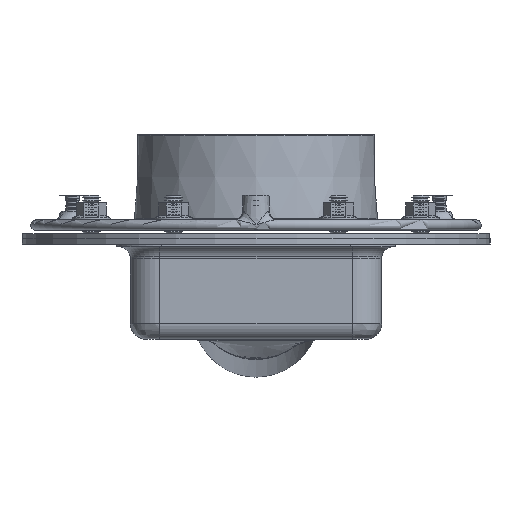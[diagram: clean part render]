
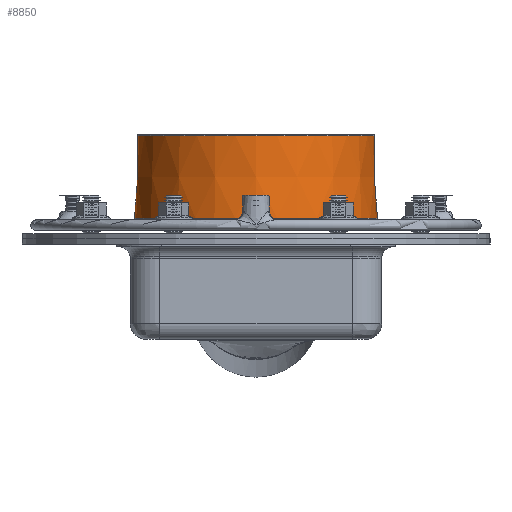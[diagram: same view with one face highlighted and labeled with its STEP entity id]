
A CAD part, left-side view. The second image highlights one B-rep face of the part: STEP entity #8850.
In plain terms, the highlighted conical face has half-angle 2 degrees and reference radius 692.678 mm.
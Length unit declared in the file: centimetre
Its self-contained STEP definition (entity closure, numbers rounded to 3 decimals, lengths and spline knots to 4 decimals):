
#1178=FACE_OUTER_BOUND('',#1829,.T.);
#1829=EDGE_LOOP('',(#7920,#7921,#7922,#7923,#7924,#7925));
#2341=LINE('',#19014,#2831);
#2831=VECTOR('',#12827,69.2678);
#3413=CIRCLE('',#10020,68.4375);
#3416=CIRCLE('',#10023,68.4375);
#3417=CIRCLE('',#10025,70.0981);
#3418=CIRCLE('',#10026,70.0981);
#4162=VERTEX_POINT('',#19002);
#4163=VERTEX_POINT('',#19003);
#4165=VERTEX_POINT('',#19010);
#4166=VERTEX_POINT('',#19011);
#5422=EDGE_CURVE('',#4162,#4163,#3413,.T.);
#5425=EDGE_CURVE('',#4163,#4162,#3416,.T.);
#5426=EDGE_CURVE('',#4165,#4166,#3417,.T.);
#5427=EDGE_CURVE('',#4166,#4165,#3418,.T.);
#5428=EDGE_CURVE('',#4166,#4163,#2341,.T.);
#7920=ORIENTED_EDGE('',*,*,#5426,.F.);
#7921=ORIENTED_EDGE('',*,*,#5427,.F.);
#7922=ORIENTED_EDGE('',*,*,#5428,.T.);
#7923=ORIENTED_EDGE('',*,*,#5425,.T.);
#7924=ORIENTED_EDGE('',*,*,#5422,.T.);
#7925=ORIENTED_EDGE('',*,*,#5428,.F.);
#8272=CONICAL_SURFACE('',#10024,69.2678,0.035);
#8850=ADVANCED_FACE('',(#1178),#8272,.T.);
#10020=AXIS2_PLACEMENT_3D('',#19004,#12813,#12814);
#10023=AXIS2_PLACEMENT_3D('',#19008,#12819,#12820);
#10024=AXIS2_PLACEMENT_3D('',#19009,#12821,#12822);
#10025=AXIS2_PLACEMENT_3D('',#19012,#12823,#12824);
#10026=AXIS2_PLACEMENT_3D('',#19013,#12825,#12826);
#12813=DIRECTION('center_axis',(0.,0.,
-1.));
#12814=DIRECTION('ref_axis',(-1.,0.,0.));
#12819=DIRECTION('center_axis',(0.,0.,
-1.));
#12820=DIRECTION('ref_axis',(-1.,0.,0.));
#12821=DIRECTION('center_axis',(0.,0.,
-1.));
#12822=DIRECTION('ref_axis',(1.,0.,0.));
#12823=DIRECTION('center_axis',(0.,0.,
-1.));
#12824=DIRECTION('ref_axis',(-1.,0.,0.));
#12825=DIRECTION('center_axis',(0.,0.,
-1.));
#12826=DIRECTION('ref_axis',(-1.,0.,0.));
#12827=DIRECTION('',(0.035,0.,0.999));
#19002=CARTESIAN_POINT('',(323.209,398.0312,62.5174));
#19003=CARTESIAN_POINT('',(254.7715,329.5937,62.5174));
#19004=CARTESIAN_POINT('Origin',(323.209,329.5937,62.5174));
#19008=CARTESIAN_POINT('Origin',(323.209,329.5937,62.5174));
#19009=CARTESIAN_POINT('Origin',(323.209,329.5937,38.7413));
#19010=CARTESIAN_POINT('',(323.209,399.6917,14.9651));
#19011=CARTESIAN_POINT('',(253.1109,329.5937,14.9651));
#19012=CARTESIAN_POINT('Origin',(323.209,329.5937,14.9651));
#19013=CARTESIAN_POINT('Origin',(323.209,329.5937,14.9651));
#19014=CARTESIAN_POINT('',(253.9412,329.5937,38.7413));
